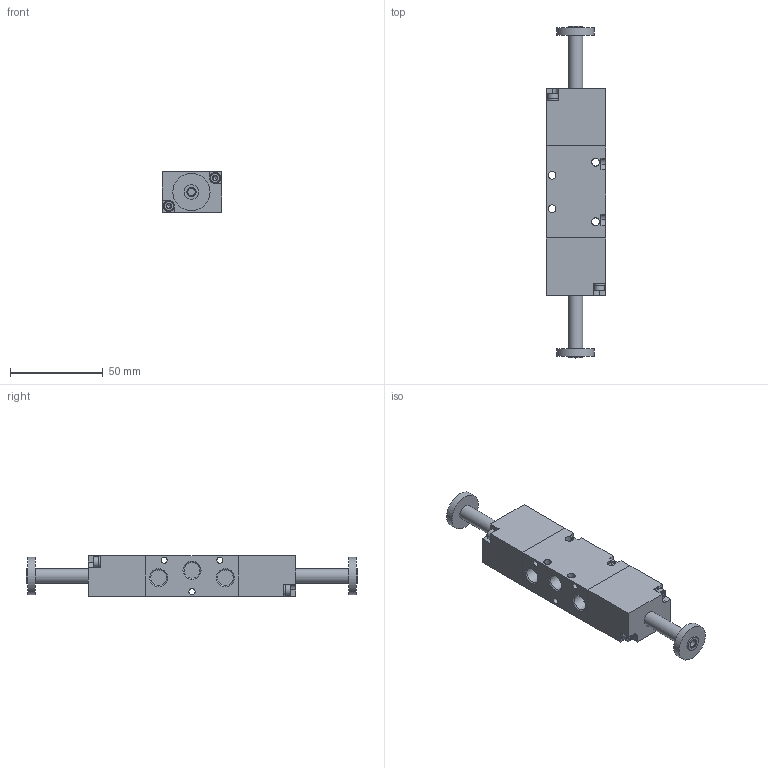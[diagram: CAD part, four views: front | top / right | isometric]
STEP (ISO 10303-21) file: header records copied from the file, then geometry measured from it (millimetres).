
FILE_DESCRIPTION(/* description */ ('Alibre Inc.'),/* implementation_level */ '2;1');
FILE_NAME(/* name */ 'export-4D546B93-6151-431D-A7F8-4C405F0D83AB',/* time_stamp */ '2021-10-28T15:38:20+02:00',/* author */ (''),/* organization */ (''),/* preprocessor_version */ 'ST-DEVELOPER v17',/* originating_system */ 'Alibre',/* authorisation */ '');
FILE_SCHEMA (('AUTOMOTIVE_DESIGN'));
Length unit declared in the file: millimetre
Products named in the file (6): _SOV25SOB-c; _Washer ISO 8738 3; HI_Cylinder head screw DIN 912 M3x12; _SOV25SOBOO-b; _PNV25SOB-com; 7010021200
Bounding box: 32 x 178.5 x 22 mm (x, y, z)
Volume: 79001.1 mm3; surface area: 23511.9 mm2
Topology: 11 solids, 11 shells, 216 faces, 521 edges, 346 vertices
Faces by surface type: plane 130, cylinder 51, cone 23, torus 12
Full cylindrical faces by diameter (mm): 3 x8, 3.3 x3, 4.134 x2, 4.2 x4, 5.4 x2, 5.5 x4, 6 x4, 8 x4, 8.566 x5, 20 x2
Entity records: 4325 total; most frequent: CARTESIAN_POINT 881, ORIENTED_EDGE 644, DIRECTION 603, EDGE_CURVE 322, AXIS2_PLACEMENT_3D 251, VERTEX_POINT 217, VECTOR 183, LINE 183
